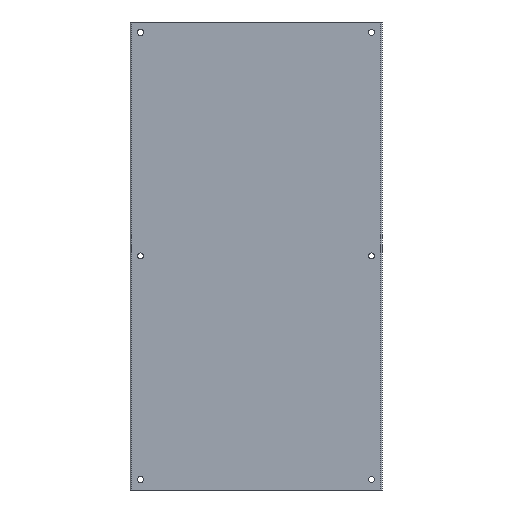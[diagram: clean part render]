
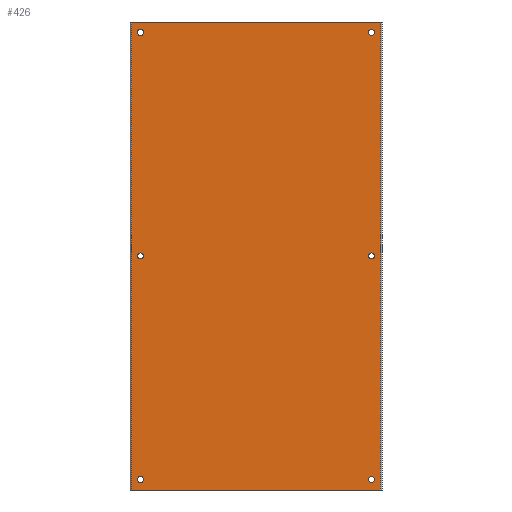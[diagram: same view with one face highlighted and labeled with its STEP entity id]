
A CAD part, front view. The second image highlights one B-rep face of the part: STEP entity #426.
In plain terms, the highlighted planar face has unit normal (0, -1, 0).
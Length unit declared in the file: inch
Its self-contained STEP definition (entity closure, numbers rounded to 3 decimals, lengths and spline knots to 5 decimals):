
#6 = CIRCLE ( 'NONE', #802, 0.25 ) ;
#9 = LINE ( 'NONE', #952, #714 ) ;
#16 = ORIENTED_EDGE ( 'NONE', *, *, #298, .T. ) ;
#38 = DIRECTION ( 'NONE',  ( 0., 1., 0. ) ) ;
#39 = EDGE_LOOP ( 'NONE', ( #898, #125 ) ) ;
#41 = DIRECTION ( 'NONE',  ( 0., 0., -1. ) ) ;
#50 = CARTESIAN_POINT ( 'NONE',  ( -9.625, 0., 18.375 ) ) ;
#54 = CARTESIAN_POINT ( 'NONE',  ( 9.625, 0., 0.25 ) ) ;
#60 = DIRECTION ( 'NONE',  ( 0., 1., 0. ) ) ;
#64 = EDGE_CURVE ( 'NONE', #215, #945, #317, .T. ) ;
#73 = CARTESIAN_POINT ( 'NONE',  ( -9.625, 0., 18.875 ) ) ;
#79 = ORIENTED_EDGE ( 'NONE', *, *, #310, .T. ) ;
#92 = FACE_BOUND ( 'NONE', #371, .T. ) ;
#93 = CARTESIAN_POINT ( 'NONE',  ( 9.625, 0., 18.625 ) ) ;
#95 = DIRECTION ( 'NONE',  ( 0., 0., 1. ) ) ;
#113 = VERTEX_POINT ( 'NONE', #874 ) ;
#116 = AXIS2_PLACEMENT_3D ( 'NONE', #937, #864, #520 ) ;
#117 = DIRECTION ( 'NONE',  ( 0., 0., 1. ) ) ;
#124 = FACE_BOUND ( 'NONE', #306, .T. ) ;
#125 = ORIENTED_EDGE ( 'NONE', *, *, #487, .T. ) ;
#136 = FACE_OUTER_BOUND ( 'NONE', #255, .T. ) ;
#141 = CARTESIAN_POINT ( 'NONE',  ( -9.625, 0., -18.625 ) ) ;
#147 = AXIS2_PLACEMENT_3D ( 'NONE', #141, #953, #295 ) ;
#148 = CIRCLE ( 'NONE', #929, 0.25 ) ;
#151 = CIRCLE ( 'NONE', #740, 0.25 ) ;
#159 = CIRCLE ( 'NONE', #226, 0.25 ) ;
#162 = EDGE_CURVE ( 'NONE', #461, #470, #148, .T. ) ;
#168 = CARTESIAN_POINT ( 'NONE',  ( -10.375, 0., 19.5 ) ) ;
#187 = FACE_BOUND ( 'NONE', #261, .T. ) ;
#188 = CARTESIAN_POINT ( 'NONE',  ( -10.375, 0., -19.5 ) ) ;
#189 = AXIS2_PLACEMENT_3D ( 'NONE', #796, #60, #287 ) ;
#201 = ORIENTED_EDGE ( 'NONE', *, *, #531, .T. ) ;
#204 = ORIENTED_EDGE ( 'NONE', *, *, #690, .T. ) ;
#212 = DIRECTION ( 'NONE',  ( 0., 0., -1. ) ) ;
#215 = VERTEX_POINT ( 'NONE', #168 ) ;
#219 = CARTESIAN_POINT ( 'NONE',  ( 9.625, 0., 18.625 ) ) ;
#221 = CIRCLE ( 'NONE', #429, 0.25 ) ;
#225 = CARTESIAN_POINT ( 'NONE',  ( -9.625, 0., -18.875 ) ) ;
#226 = AXIS2_PLACEMENT_3D ( 'NONE', #93, #537, #95 ) ;
#234 = EDGE_CURVE ( 'NONE', #556, #734, #787, .T. ) ;
#241 = AXIS2_PLACEMENT_3D ( 'NONE', #739, #304, #530 ) ;
#245 = CARTESIAN_POINT ( 'NONE',  ( 9.625, 0., -18.625 ) ) ;
#246 = VERTEX_POINT ( 'NONE', #822 ) ;
#248 = DIRECTION ( 'NONE',  ( 0., 1., 0. ) ) ;
#255 = EDGE_LOOP ( 'NONE', ( #362, #924, #399, #283 ) ) ;
#261 = EDGE_LOOP ( 'NONE', ( #16, #201 ) ) ;
#269 = DIRECTION ( 'NONE',  ( 0., 0., 1. ) ) ;
#283 = ORIENTED_EDGE ( 'NONE', *, *, #64, .T. ) ;
#287 = DIRECTION ( 'NONE',  ( 0., 0., 1. ) ) ;
#294 = VECTOR ( 'NONE', #731, 39.37008 ) ;
#295 = DIRECTION ( 'NONE',  ( 0., 0., 1. ) ) ;
#298 = EDGE_CURVE ( 'NONE', #246, #706, #933, .T. ) ;
#304 = DIRECTION ( 'NONE',  ( 0., 1., 0. ) ) ;
#306 = EDGE_LOOP ( 'NONE', ( #204, #79 ) ) ;
#309 = CIRCLE ( 'NONE', #917, 0.25 ) ;
#310 = EDGE_CURVE ( 'NONE', #932, #601, #159, .T. ) ;
#316 = CARTESIAN_POINT ( 'NONE',  ( -9.625, 0., -18.625 ) ) ;
#317 = LINE ( 'NONE', #188, #646 ) ;
#326 = EDGE_CURVE ( 'NONE', #541, #113, #6, .T. ) ;
#327 = VERTEX_POINT ( 'NONE', #621 ) ;
#328 = FACE_BOUND ( 'NONE', #561, .T. ) ;
#332 = CARTESIAN_POINT ( 'NONE',  ( 9.625, 0., -18.375 ) ) ;
#341 = DIRECTION ( 'NONE',  ( 0., 1., 0. ) ) ;
#342 = AXIS2_PLACEMENT_3D ( 'NONE', #651, #946, #872 ) ;
#359 = DIRECTION ( 'NONE',  ( 1., 0., 0. ) ) ;
#360 = PLANE ( 'NONE',  #867 ) ;
#362 = ORIENTED_EDGE ( 'NONE', *, *, #705, .T. ) ;
#371 = EDGE_LOOP ( 'NONE', ( #821, #519 ) ) ;
#380 = EDGE_CURVE ( 'NONE', #327, #215, #790, .T. ) ;
#399 = ORIENTED_EDGE ( 'NONE', *, *, #380, .T. ) ;
#426 = ADVANCED_FACE ( 'NONE', ( #136, #124, #328, #745, #92, #187, #935 ), #360, .T. ) ;
#429 = AXIS2_PLACEMENT_3D ( 'NONE', #559, #38, #117 ) ;
#442 = CARTESIAN_POINT ( 'NONE',  ( 10.375, 0., -19.5 ) ) ;
#461 = VERTEX_POINT ( 'NONE', #512 ) ;
#470 = VERTEX_POINT ( 'NONE', #225 ) ;
#471 = DIRECTION ( 'NONE',  ( 0., 0., 1. ) ) ;
#472 = CARTESIAN_POINT ( 'NONE',  ( 9.625, 0., 18.375 ) ) ;
#480 = CARTESIAN_POINT ( 'NONE',  ( 9.625, 0., 0. ) ) ;
#487 = EDGE_CURVE ( 'NONE', #470, #461, #792, .T. ) ;
#491 = VERTEX_POINT ( 'NONE', #442 ) ;
#512 = CARTESIAN_POINT ( 'NONE',  ( -9.625, 0., -18.375 ) ) ;
#519 = ORIENTED_EDGE ( 'NONE', *, *, #708, .T. ) ;
#520 = DIRECTION ( 'NONE',  ( 0., 0., 1. ) ) ;
#529 = EDGE_CURVE ( 'NONE', #491, #327, #604, .T. ) ;
#530 = DIRECTION ( 'NONE',  ( 0., 0., 1. ) ) ;
#531 = EDGE_CURVE ( 'NONE', #706, #246, #309, .T. ) ;
#532 = VERTEX_POINT ( 'NONE', #50 ) ;
#535 = DIRECTION ( 'NONE',  ( 0., 1., 0. ) ) ;
#537 = DIRECTION ( 'NONE',  ( 0., 1., 0. ) ) ;
#541 = VERTEX_POINT ( 'NONE', #54 ) ;
#543 = DIRECTION ( 'NONE',  ( 0., 0., 1. ) ) ;
#556 = VERTEX_POINT ( 'NONE', #332 ) ;
#559 = CARTESIAN_POINT ( 'NONE',  ( 9.625, 0., -18.625 ) ) ;
#561 = EDGE_LOOP ( 'NONE', ( #742, #920 ) ) ;
#598 = EDGE_CURVE ( 'NONE', #683, #532, #832, .T. ) ;
#601 = VERTEX_POINT ( 'NONE', #704 ) ;
#604 = LINE ( 'NONE', #908, #732 ) ;
#615 = ORIENTED_EDGE ( 'NONE', *, *, #695, .T. ) ;
#621 = CARTESIAN_POINT ( 'NONE',  ( 10.375, 0., 19.5 ) ) ;
#623 = CARTESIAN_POINT ( 'NONE',  ( -10.375, 0., -19.5 ) ) ;
#635 = AXIS2_PLACEMENT_3D ( 'NONE', #245, #754, #471 ) ;
#646 = VECTOR ( 'NONE', #41, 39.37008 ) ;
#651 = CARTESIAN_POINT ( 'NONE',  ( 9.625, 0., 0. ) ) ;
#666 = EDGE_LOOP ( 'NONE', ( #717, #615 ) ) ;
#683 = VERTEX_POINT ( 'NONE', #73 ) ;
#690 = EDGE_CURVE ( 'NONE', #601, #932, #151, .T. ) ;
#695 = EDGE_CURVE ( 'NONE', #113, #541, #891, .T. ) ;
#704 = CARTESIAN_POINT ( 'NONE',  ( 9.625, 0., 18.875 ) ) ;
#705 = EDGE_CURVE ( 'NONE', #945, #491, #9, .T. ) ;
#706 = VERTEX_POINT ( 'NONE', #943 ) ;
#708 = EDGE_CURVE ( 'NONE', #532, #683, #904, .T. ) ;
#714 = VECTOR ( 'NONE', #359, 39.37008 ) ;
#716 = DIRECTION ( 'NONE',  ( 0., 0., 1. ) ) ;
#717 = ORIENTED_EDGE ( 'NONE', *, *, #326, .T. ) ;
#724 = CARTESIAN_POINT ( 'NONE',  ( -10.5, 0., -19.5 ) ) ;
#731 = DIRECTION ( 'NONE',  ( -1., 0., 0. ) ) ;
#732 = VECTOR ( 'NONE', #855, 39.37008 ) ;
#734 = VERTEX_POINT ( 'NONE', #954 ) ;
#739 = CARTESIAN_POINT ( 'NONE',  ( -9.625, 0., 0. ) ) ;
#740 = AXIS2_PLACEMENT_3D ( 'NONE', #219, #794, #716 ) ;
#742 = ORIENTED_EDGE ( 'NONE', *, *, #234, .T. ) ;
#745 = FACE_BOUND ( 'NONE', #39, .T. ) ;
#754 = DIRECTION ( 'NONE',  ( 0., 1., 0. ) ) ;
#787 = CIRCLE ( 'NONE', #635, 0.25 ) ;
#790 = LINE ( 'NONE', #881, #294 ) ;
#792 = CIRCLE ( 'NONE', #147, 0.25 ) ;
#794 = DIRECTION ( 'NONE',  ( 0., 1., 0. ) ) ;
#796 = CARTESIAN_POINT ( 'NONE',  ( -9.625, 0., 18.625 ) ) ;
#802 = AXIS2_PLACEMENT_3D ( 'NONE', #480, #248, #543 ) ;
#804 = EDGE_CURVE ( 'NONE', #734, #556, #221, .T. ) ;
#821 = ORIENTED_EDGE ( 'NONE', *, *, #598, .T. ) ;
#822 = CARTESIAN_POINT ( 'NONE',  ( -9.625, 0., 0.25 ) ) ;
#825 = DIRECTION ( 'NONE',  ( 0., 0., 1. ) ) ;
#832 = CIRCLE ( 'NONE', #189, 0.25 ) ;
#855 = DIRECTION ( 'NONE',  ( 0., 0., 1. ) ) ;
#857 = CARTESIAN_POINT ( 'NONE',  ( -9.625, 0., 0. ) ) ;
#864 = DIRECTION ( 'NONE',  ( 0., 1., 0. ) ) ;
#867 = AXIS2_PLACEMENT_3D ( 'NONE', #724, #939, #212 ) ;
#872 = DIRECTION ( 'NONE',  ( 0., 0., 1. ) ) ;
#874 = CARTESIAN_POINT ( 'NONE',  ( 9.625, 0., -0.25 ) ) ;
#881 = CARTESIAN_POINT ( 'NONE',  ( -10.5, 0., 19.5 ) ) ;
#891 = CIRCLE ( 'NONE', #342, 0.25 ) ;
#898 = ORIENTED_EDGE ( 'NONE', *, *, #162, .T. ) ;
#904 = CIRCLE ( 'NONE', #116, 0.25 ) ;
#908 = CARTESIAN_POINT ( 'NONE',  ( 10.375, 0., -19.5 ) ) ;
#917 = AXIS2_PLACEMENT_3D ( 'NONE', #857, #341, #269 ) ;
#920 = ORIENTED_EDGE ( 'NONE', *, *, #804, .T. ) ;
#924 = ORIENTED_EDGE ( 'NONE', *, *, #529, .T. ) ;
#929 = AXIS2_PLACEMENT_3D ( 'NONE', #316, #535, #825 ) ;
#932 = VERTEX_POINT ( 'NONE', #472 ) ;
#933 = CIRCLE ( 'NONE', #241, 0.25 ) ;
#935 = FACE_BOUND ( 'NONE', #666, .T. ) ;
#937 = CARTESIAN_POINT ( 'NONE',  ( -9.625, 0., 18.625 ) ) ;
#939 = DIRECTION ( 'NONE',  ( 0., -1., 0. ) ) ;
#943 = CARTESIAN_POINT ( 'NONE',  ( -9.625, 0., -0.25 ) ) ;
#945 = VERTEX_POINT ( 'NONE', #623 ) ;
#946 = DIRECTION ( 'NONE',  ( 0., 1., 0. ) ) ;
#952 = CARTESIAN_POINT ( 'NONE',  ( -10.5, 0., -19.5 ) ) ;
#953 = DIRECTION ( 'NONE',  ( 0., 1., 0. ) ) ;
#954 = CARTESIAN_POINT ( 'NONE',  ( 9.625, 0., -18.875 ) ) ;
